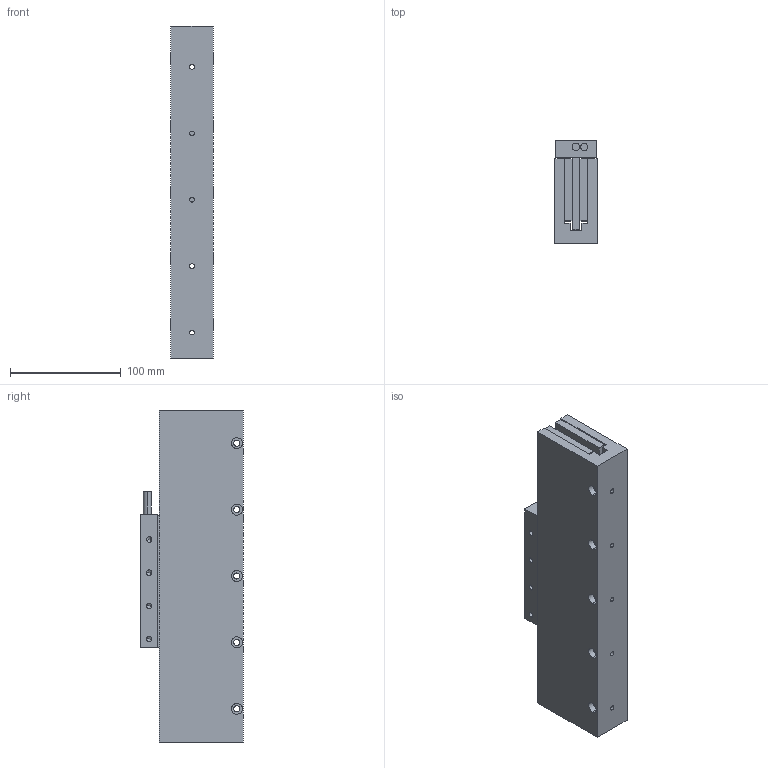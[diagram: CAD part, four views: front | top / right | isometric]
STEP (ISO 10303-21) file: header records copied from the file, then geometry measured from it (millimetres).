
FILE_DESCRIPTION (( 'STEP AP214' ), '1' );
FILE_NAME ('ZWU-30B-2-300MNS-MODEL-A01.step', '2022-09-08T13:30:34', ( '' ), ( '' ), 'SwSTEP 2.0', 'SolidWorks 2020', '' );
FILE_SCHEMA (( 'AUTOMOTIVE_DESIGN' ));
Length unit declared in the file: millimetre
Products named in the file (3): ZWU-30B-2-300MNS-MODEL-A01; ZWU-30B-2-MODEL-A01; ZWU-30B-300MNS-MODEL-A01
Assembly tree (2 placements, depth 2):
  ZWU-30B-2-300MNS-MODEL-A01
    ZWU-30B-300MNS-MODEL-A01
    ZWU-30B-2-MODEL-A01
Bounding box: 38.1 x 93 x 300 mm (x, y, z)
Volume: 792481.6 mm3; surface area: 187087.4 mm2
Topology: 2 solids, 2 shells, 344 faces, 832 edges, 528 vertices
Faces by surface type: plane 236, cylinder 76, cone 32
Entity records: 10320 total; most frequent: CARTESIAN_POINT 1677, DIRECTION 1650, ORIENTED_EDGE 1600, EDGE_CURVE 800, LINE 648, VECTOR 648, VERTEX_POINT 528, AXIS2_PLACEMENT_3D 501
